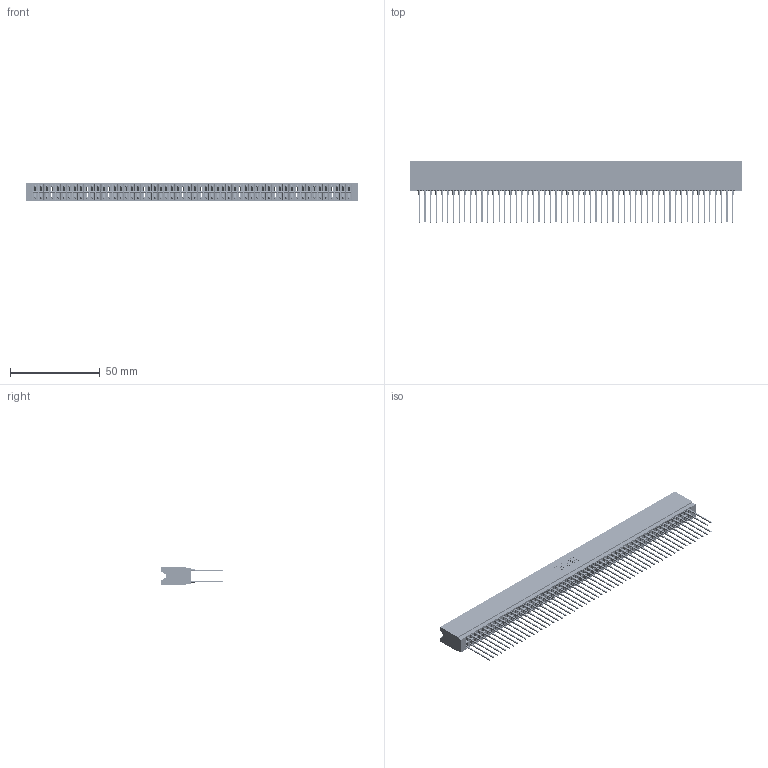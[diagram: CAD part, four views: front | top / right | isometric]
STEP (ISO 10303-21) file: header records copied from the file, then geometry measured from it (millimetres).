
FILE_DESCRIPTION (( 'STEP AP203' ), '1' );
FILE_NAME ('746-112-553-606.STEP', '2026-03-05T01:21:30', ( '' ), ( '' ), 'SwSTEP 2.0', 'SolidWorks 2023', '' );
FILE_SCHEMA (( 'CONFIG_CONTROL_DESIGN' ));
Length unit declared in the file: millimetre
Products named in the file (3): 746 Part_.340 Slot Depth - 06; 746-292-001_553; 746-112-553-606
Assembly tree (113 placements, depth 2):
  746-112-553-606
    746 Part_.340 Slot Depth - 06
    746-292-001_553  x112
Bounding box: 185.04 x 34.2 x 9.91 mm (x, y, z)
Volume: 21681.3 mm3; surface area: 34389.5 mm2
Topology: 113 solids, 113 shells, 10122 faces, 27817 edges, 17703 vertices
Faces by surface type: plane 5208, bspline 2240, cylinder 2002, torus 672
Entity records: 84457 total; most frequent: CARTESIAN_POINT 16668, ORIENTED_EDGE 14564, DIRECTION 12136, EDGE_CURVE 7282, LINE 6538, VECTOR 6538, VERTEX_POINT 4827, AXIS2_PLACEMENT_3D 2799
